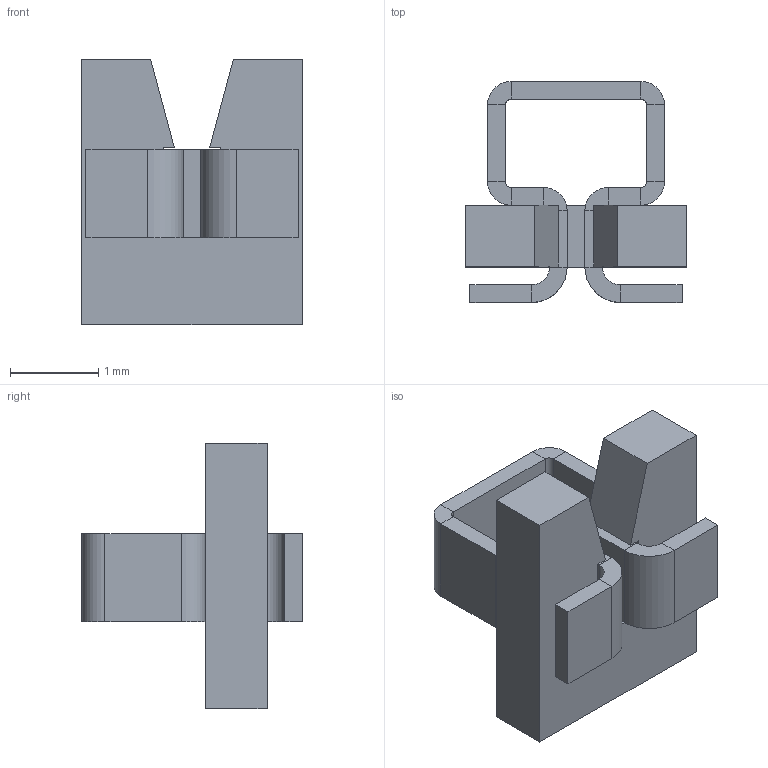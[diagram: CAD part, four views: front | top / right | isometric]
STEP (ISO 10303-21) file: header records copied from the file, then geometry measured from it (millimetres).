
FILE_DESCRIPTION (( 'STEP AP214' ), '1' );
FILE_NAME ('5190TR.STEP', '2019-02-28T12:56:48', ( '' ), ( '' ), 'SwSTEP 2.0', 'SolidWorks 2013', '' );
FILE_SCHEMA (( 'AUTOMOTIVE_DESIGN' ));
Length unit declared in the file: inch
Products named in the file (3): 5190TR; 5190_insulation; 5190_assembled contact
Assembly tree (2 placements, depth 2):
  5190TR
    5190_insulation
    5190_assembled contact
Bounding box: 2.5 x 2.5 x 3 mm (x, y, z)
Volume: 6.1 mm3; surface area: 45.2 mm2
Topology: 2 solids, 2 shells, 84 faces, 176 edges, 96 vertices
Faces by surface type: plane 68, cylinder 16
Entity records: 2264 total; most frequent: DIRECTION 386, CARTESIAN_POINT 361, ORIENTED_EDGE 352, EDGE_CURVE 176, LINE 144, VECTOR 144, AXIS2_PLACEMENT_3D 121, VERTEX_POINT 96
